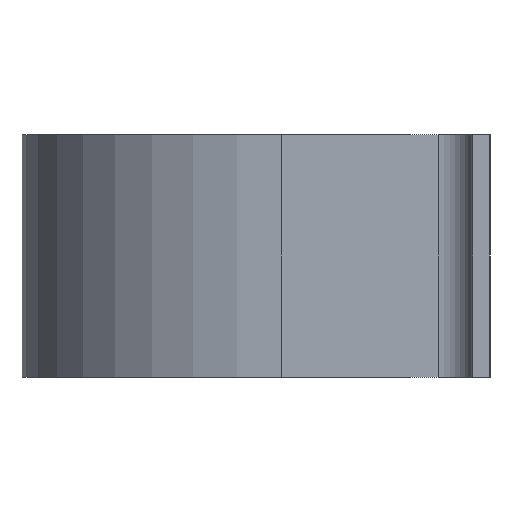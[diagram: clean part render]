
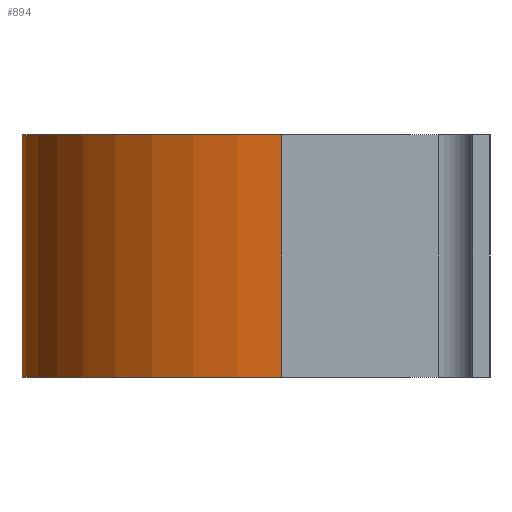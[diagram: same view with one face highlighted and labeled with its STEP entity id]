
A CAD part, left-side view. The second image highlights one B-rep face of the part: STEP entity #894.
In plain terms, the highlighted cylindrical face has radius 15 mm (diameter 30 mm), a partial arc.
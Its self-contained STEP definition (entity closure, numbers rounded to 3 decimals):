
#22 = CARTESIAN_POINT ( 'NONE',  ( 15., 12., 7. ) ) ;
#66 = CYLINDRICAL_SURFACE ( 'NONE', #340, 15. ) ;
#99 = LINE ( 'NONE', #22, #387 ) ;
#109 = DIRECTION ( 'NONE',  ( 0., 0., -1. ) ) ;
#116 = ORIENTED_EDGE ( 'NONE', *, *, #139, .F. ) ;
#139 = EDGE_CURVE ( 'NONE', #362, #510, #217, .T. ) ;
#180 = DIRECTION ( 'NONE',  ( 0., 0., -1. ) ) ;
#214 = FACE_OUTER_BOUND ( 'NONE', #988, .T. ) ;
#217 = LINE ( 'NONE', #1012, #875 ) ;
#280 = VERTEX_POINT ( 'NONE', #948 ) ;
#322 = EDGE_CURVE ( 'NONE', #362, #280, #1035, .T. ) ;
#339 = CARTESIAN_POINT ( 'NONE',  ( -15., 12., 7. ) ) ;
#340 = AXIS2_PLACEMENT_3D ( 'NONE', #638, #180, #392 ) ;
#347 = CARTESIAN_POINT ( 'NONE',  ( 0., 12., 7. ) ) ;
#362 = VERTEX_POINT ( 'NONE', #339 ) ;
#387 = VECTOR ( 'NONE', #869, 1000. ) ;
#392 = DIRECTION ( 'NONE',  ( -1., 0., 0. ) ) ;
#500 = CARTESIAN_POINT ( 'NONE',  ( 15., 12., -7. ) ) ;
#510 = VERTEX_POINT ( 'NONE', #516 ) ;
#511 = DIRECTION ( 'NONE',  ( 1., 0., 0. ) ) ;
#516 = CARTESIAN_POINT ( 'NONE',  ( -15., 12., -7. ) ) ;
#524 = ORIENTED_EDGE ( 'NONE', *, *, #852, .T. ) ;
#543 = DIRECTION ( 'NONE',  ( 1., 0., 0. ) ) ;
#561 = AXIS2_PLACEMENT_3D ( 'NONE', #808, #1030, #543 ) ;
#638 = CARTESIAN_POINT ( 'NONE',  ( 0., 12., 7. ) ) ;
#740 = ORIENTED_EDGE ( 'NONE', *, *, #322, .T. ) ;
#808 = CARTESIAN_POINT ( 'NONE',  ( 0., 12., -7. ) ) ;
#847 = ORIENTED_EDGE ( 'NONE', *, *, #1024, .F. ) ;
#852 = EDGE_CURVE ( 'NONE', #280, #931, #99, .T. ) ;
#854 = DIRECTION ( 'NONE',  ( 0., 0., -1. ) ) ;
#869 = DIRECTION ( 'NONE',  ( 0., 0., -1. ) ) ;
#875 = VECTOR ( 'NONE', #109, 1000. ) ;
#894 = ADVANCED_FACE ( 'NONE', ( #214 ), #66, .T. ) ;
#931 = VERTEX_POINT ( 'NONE', #500 ) ;
#935 = CIRCLE ( 'NONE', #561, 15. ) ;
#948 = CARTESIAN_POINT ( 'NONE',  ( 15., 12., 7. ) ) ;
#988 = EDGE_LOOP ( 'NONE', ( #847, #116, #740, #524 ) ) ;
#1012 = CARTESIAN_POINT ( 'NONE',  ( -15., 12., 7. ) ) ;
#1024 = EDGE_CURVE ( 'NONE', #510, #931, #935, .T. ) ;
#1030 = DIRECTION ( 'NONE',  ( 0., 0., -1. ) ) ;
#1035 = CIRCLE ( 'NONE', #1054, 15. ) ;
#1054 = AXIS2_PLACEMENT_3D ( 'NONE', #347, #854, #511 ) ;
